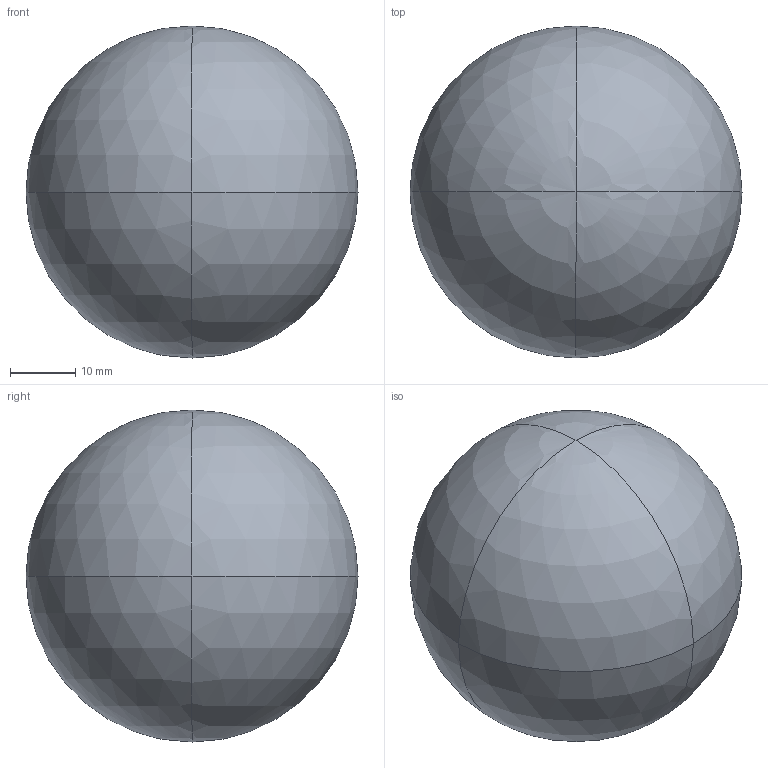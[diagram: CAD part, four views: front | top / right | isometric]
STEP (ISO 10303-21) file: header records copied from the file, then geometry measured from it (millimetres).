
FILE_DESCRIPTION( ( 'STEP AP203' ), '1' );
FILE_NAME( 'unit_sphere.stp', ' ', ( 'Siemens PLM Software, Inc.' ), ( 'Siemens PLM Software, Inc.' ), 'PSStep 17.0.34', 'FEMAP', ' ' );
FILE_SCHEMA( ( 'AUTOMOTIVE_DESIGN { 1 0 10303 214 1 1 1 1 }' ) );
Length unit declared in the file: metre
Products named in the file (1): 1
Bounding box: 50.8 x 50.8 x 50.8 mm (x, y, z)
Volume: 68642.4 mm3; surface area: 8107.4 mm2
Topology: 1 solids, 1 shells, 8 faces, 20 edges, 6 vertices
Faces by surface type: sphere 8
Entity records: 260 total; most frequent: DIRECTION 42, CARTESIAN_POINT 27, ORIENTED_EDGE 24, AXIS2_PLACEMENT_3D 21, EDGE_CURVE 12, CIRCLE 12, STYLED_ITEM 8, PRESENTATION_STYLE_ASSIGNMENT 8
